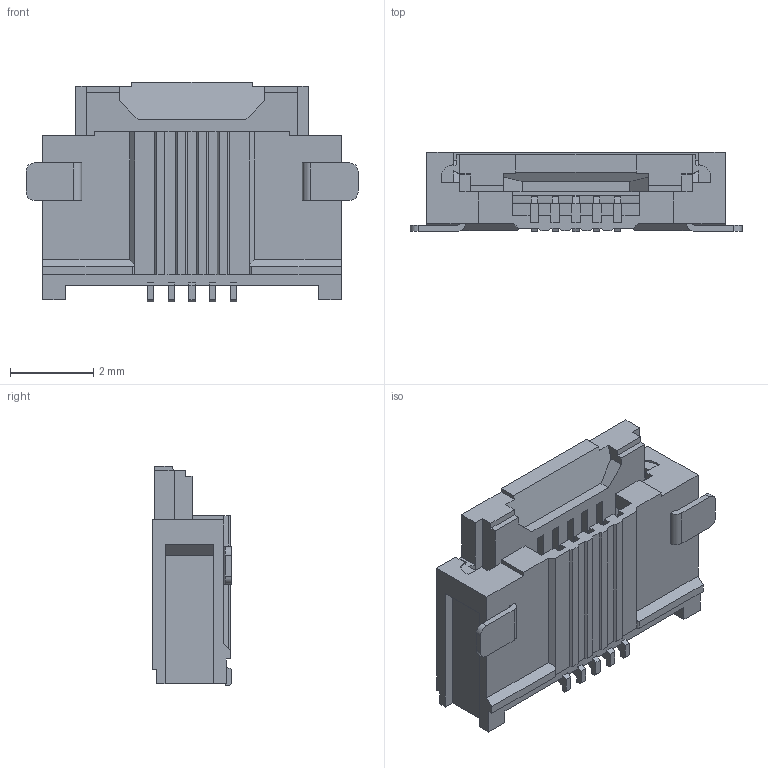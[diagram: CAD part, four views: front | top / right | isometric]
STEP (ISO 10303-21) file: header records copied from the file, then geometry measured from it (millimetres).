
FILE_DESCRIPTION((''),'2;1');
FILE_NAME('5051100592','2019-06-14T',('gga'),(''),'PRO/ENGINEER BY PARAMETRIC TECHNOLOGY CORPORATION, 2016010','PRO/ENGINEER BY PARAMETRIC TECHNOLOGY CORPORATION, 2016010','');
FILE_SCHEMA(('CONFIG_CONTROL_DESIGN'));
Length unit declared in the file: millimetre
Products named in the file (1): 5051100592
Bounding box: 8 x 1.9 x 5.3 mm (x, y, z)
Volume: 42.2 mm3; surface area: 178.7 mm2
Topology: 1 solids, 1 shells, 417 faces, 1228 edges, 816 vertices
Faces by surface type: plane 361, cylinder 56
Entity records: 13675 total; most frequent: CARTESIAN_POINT 2441, ORIENTED_EDGE 2400, DIRECTION 2174, EDGE_CURVE 1200, VECTOR 1114, LINE 1114, VERTEX_POINT 788, AXIS2_PLACEMENT_3D 530
